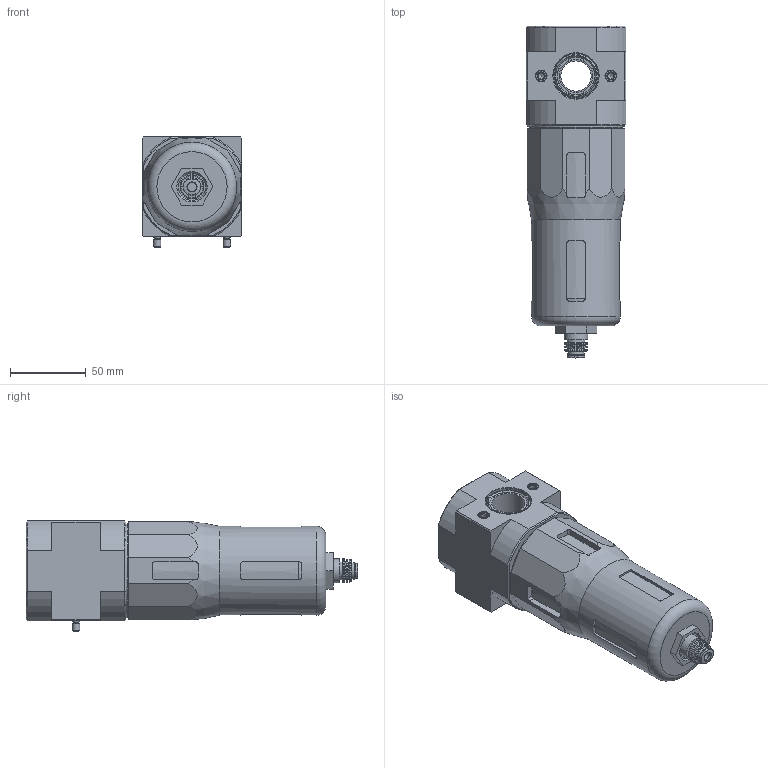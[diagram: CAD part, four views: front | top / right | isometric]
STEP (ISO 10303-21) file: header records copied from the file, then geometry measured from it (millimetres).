
FILE_DESCRIPTION(/* description */ ('STEP AP214'),/* implementation_level */ '2;1');
FILE_NAME(/* name */ '192574_LFMB-D-MAXI-A',/* time_stamp */ '2024-09-03T16:56:02+02:00',/* author */ ('License CC BY-ND 4.0'),/* organization */ ('CADENAS'),/* preprocessor_version */ 'ST-DEVELOPER v19.3',/* originating_system */ 'PARTsolutions',/* authorisation */ ' ');
FILE_SCHEMA (('AUTOMOTIVE_DESIGN {1 0 10303 214 3 1 1}'));
Length unit declared in the file: millimetre
Products named in the file (4): 192574 LFMB-D-MAXI-A; 126047 LFMB-D-MAXI-A; 234370 FRB-D-MAXI; 526489 MS4-LFR-V
Assembly tree (4 placements, depth 2):
  192574 LFMB-D-MAXI-A
    126047 LFMB-D-MAXI-A
    234370 FRB-D-MAXI  x2
    526489 MS4-LFR-V
Bounding box: 66 x 219.22 x 72.8 mm (x, y, z)
Volume: 628548.7 mm3; surface area: 64645.4 mm2
Topology: 4 solids, 4 shells, 248 faces, 591 edges, 375 vertices
Faces by surface type: plane 106, cylinder 66, cone 40, torus 36
Full cylindrical faces by diameter (mm): 3.7 x2, 4.134 x2, 5 x2, 6 x1, 7 x2, 11 x1, 11.4 x1, 11.6 x1, 11.8 x1, 15.8 x1, 18 x1, 22 x1, 30 x2, 58.8 x1, 62 x2
Entity records: 8295 total; most frequent: CARTESIAN_POINT 1589, DIRECTION 1002, ORIENTED_EDGE 984, EDGE_CURVE 492, AXIS2_PLACEMENT_3D 400, VERTEX_POINT 353, FACE_BOUND 331, EDGE_LOOP 330
